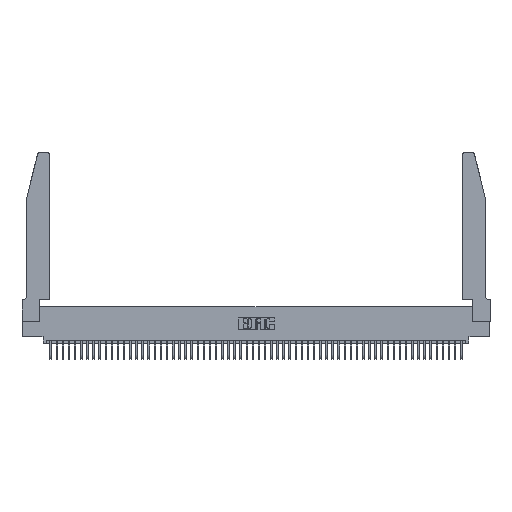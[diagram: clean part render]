
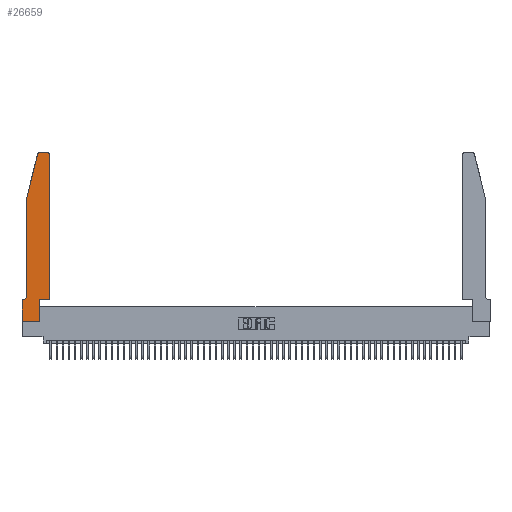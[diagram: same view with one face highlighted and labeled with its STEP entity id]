
A CAD part, top view. The second image highlights one B-rep face of the part: STEP entity #26659.
In plain terms, the highlighted planar face has unit normal (0, 0, 1).
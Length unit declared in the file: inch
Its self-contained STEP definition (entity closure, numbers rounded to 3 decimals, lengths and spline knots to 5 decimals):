
#346 = DIRECTION ( 'NONE',  ( 0., -1., 0. ) ) ;
#546 = EDGE_CURVE ( 'NONE', #40710, #21428, #31983, .T. ) ;
#1274 = DIRECTION ( 'NONE',  ( 1., 0., 0. ) ) ;
#3852 = CIRCLE ( 'NONE', #29914, 0.03 ) ;
#4047 = CARTESIAN_POINT ( 'NONE',  ( 0.4505, 0.35, 0.37 ) ) ;
#4243 = VERTEX_POINT ( 'NONE', #22618 ) ;
#4606 = ORIENTED_EDGE ( 'NONE', *, *, #546, .T. ) ;
#5862 = CARTESIAN_POINT ( 'NONE',  ( 0.284, 2.72, 0.37 ) ) ;
#6074 = DIRECTION ( 'NONE',  ( 0., 1., 0. ) ) ;
#6596 = VERTEX_POINT ( 'NONE', #11313 ) ;
#6948 = CARTESIAN_POINT ( 'NONE',  ( 0.4505, 0.35, 0.37 ) ) ;
#7024 = LINE ( 'NONE', #6948, #26066 ) ;
#7089 = LINE ( 'NONE', #42894, #39508 ) ;
#7523 = DIRECTION ( 'NONE',  ( 1., 0., 0. ) ) ;
#7732 = EDGE_CURVE ( 'NONE', #44989, #40710, #7024, .T. ) ;
#7909 = VERTEX_POINT ( 'NONE', #40671 ) ;
#8162 = DIRECTION ( 'NONE',  ( 0., 1., 0. ) ) ;
#8310 = AXIS2_PLACEMENT_3D ( 'NONE', #18302, #46663, #22397 ) ;
#8511 = EDGE_LOOP ( 'NONE', ( #40091, #37485, #43727, #22857, #13603, #22657, #46570, #20058, #41032, #27345, #4606, #23131 ) ) ;
#8642 = VERTEX_POINT ( 'NONE', #32740 ) ;
#9018 = LINE ( 'NONE', #48495, #29307 ) ;
#9956 = DIRECTION ( 'NONE',  ( 1., 0., 0. ) ) ;
#10379 = DIRECTION ( 'NONE',  ( 0., 0., 1. ) ) ;
#11313 = CARTESIAN_POINT ( 'NONE',  ( 0.2865, 0., 0.37 ) ) ;
#11429 = CARTESIAN_POINT ( 'NONE',  ( 0., 0.35, 0.37 ) ) ;
#13110 = CARTESIAN_POINT ( 'NONE',  ( 0.2865, 0.35, 0.37 ) ) ;
#13603 = ORIENTED_EDGE ( 'NONE', *, *, #16331, .T. ) ;
#14120 = AXIS2_PLACEMENT_3D ( 'NONE', #11429, #31815, #7523 ) ;
#15130 = DIRECTION ( 'NONE',  ( 1., 0., 0. ) ) ;
#16331 = EDGE_CURVE ( 'NONE', #7909, #8642, #43626, .T. ) ;
#16438 = VERTEX_POINT ( 'NONE', #51269 ) ;
#17453 = VERTEX_POINT ( 'NONE', #42359 ) ;
#17518 = EDGE_CURVE ( 'NONE', #21428, #37954, #28201, .T. ) ;
#18173 = CARTESIAN_POINT ( 'NONE',  ( 0.2865, 0.35, 0.37 ) ) ;
#18302 = CARTESIAN_POINT ( 'NONE',  ( 0.0055, 0.42, 0.37 ) ) ;
#19283 = VERTEX_POINT ( 'NONE', #29638 ) ;
#20058 = ORIENTED_EDGE ( 'NONE', *, *, #34335, .T. ) ;
#20169 = DIRECTION ( 'NONE',  ( -0.239, -0.971, 0. ) ) ;
#20475 = EDGE_CURVE ( 'NONE', #8642, #19283, #20537, .T. ) ;
#20537 = LINE ( 'NONE', #48886, #39558 ) ;
#21242 = VECTOR ( 'NONE', #8162, 39.37008 ) ;
#21428 = VERTEX_POINT ( 'NONE', #22676 ) ;
#21793 = CARTESIAN_POINT ( 'NONE',  ( 0., 0., 0.37 ) ) ;
#22397 = DIRECTION ( 'NONE',  ( -1., 0., 0. ) ) ;
#22599 = CARTESIAN_POINT ( 'NONE',  ( 0.4205, 2.75, 0.37 ) ) ;
#22618 = CARTESIAN_POINT ( 'NONE',  ( 0.25487, 2.72718, 0.37 ) ) ;
#22650 = DIRECTION ( 'NONE',  ( 0., -1., 0. ) ) ;
#22657 = ORIENTED_EDGE ( 'NONE', *, *, #20475, .T. ) ;
#22676 = CARTESIAN_POINT ( 'NONE',  ( 0.4505, 2.72, 0.37 ) ) ;
#22857 = ORIENTED_EDGE ( 'NONE', *, *, #30832, .T. ) ;
#23131 = ORIENTED_EDGE ( 'NONE', *, *, #17518, .T. ) ;
#24681 = VECTOR ( 'NONE', #1274, 39.37008 ) ;
#26066 = VECTOR ( 'NONE', #15130, 39.37008 ) ;
#26659 = ADVANCED_FACE ( 'NONE', ( #48500 ), #27728, .T. ) ;
#27345 = ORIENTED_EDGE ( 'NONE', *, *, #7732, .T. ) ;
#27728 = PLANE ( 'NONE',  #14120 ) ;
#28201 = CIRCLE ( 'NONE', #46069, 0.03 ) ;
#28504 = EDGE_CURVE ( 'NONE', #4243, #17453, #9018, .T. ) ;
#29307 = VECTOR ( 'NONE', #20169, 39.37008 ) ;
#29638 = CARTESIAN_POINT ( 'NONE',  ( 0., 0.35, 0.37 ) ) ;
#29914 = AXIS2_PLACEMENT_3D ( 'NONE', #5862, #34245, #9956 ) ;
#30832 = EDGE_CURVE ( 'NONE', #17453, #7909, #50366, .T. ) ;
#31083 = EDGE_CURVE ( 'NONE', #6596, #44989, #38962, .T. ) ;
#31815 = DIRECTION ( 'NONE',  ( 0., 0., 1. ) ) ;
#31983 = LINE ( 'NONE', #4047, #21242 ) ;
#32740 = CARTESIAN_POINT ( 'NONE',  ( 0.0055, 0.35, 0.37 ) ) ;
#33514 = CARTESIAN_POINT ( 'NONE',  ( 0.4505, 0.35, 0.37 ) ) ;
#34245 = DIRECTION ( 'NONE',  ( 0., 0., 1. ) ) ;
#34335 = EDGE_CURVE ( 'NONE', #16438, #6596, #45010, .T. ) ;
#34658 = CARTESIAN_POINT ( 'NONE',  ( 0.4205, 2.72, 0.37 ) ) ;
#35876 = DIRECTION ( 'NONE',  ( -1., 0., 0. ) ) ;
#36560 = EDGE_CURVE ( 'NONE', #19283, #16438, #7089, .T. ) ;
#37485 = ORIENTED_EDGE ( 'NONE', *, *, #47054, .T. ) ;
#37954 = VERTEX_POINT ( 'NONE', #22599 ) ;
#38688 = VERTEX_POINT ( 'NONE', #52119 ) ;
#38796 = DIRECTION ( 'NONE',  ( 1., 0., 0. ) ) ;
#38962 = LINE ( 'NONE', #18173, #48427 ) ;
#39508 = VECTOR ( 'NONE', #22650, 39.37008 ) ;
#39558 = VECTOR ( 'NONE', #40779, 39.37008 ) ;
#39608 = VECTOR ( 'NONE', #346, 39.37008 ) ;
#39992 = CARTESIAN_POINT ( 'NONE',  ( 0.2605, 2.75, 0.37 ) ) ;
#40091 = ORIENTED_EDGE ( 'NONE', *, *, #51105, .T. ) ;
#40671 = CARTESIAN_POINT ( 'NONE',  ( 0.0755, 0.42, 0.37 ) ) ;
#40710 = VERTEX_POINT ( 'NONE', #33514 ) ;
#40779 = DIRECTION ( 'NONE',  ( -1., 0., 0. ) ) ;
#41032 = ORIENTED_EDGE ( 'NONE', *, *, #31083, .T. ) ;
#41509 = VECTOR ( 'NONE', #35876, 39.37008 ) ;
#42359 = CARTESIAN_POINT ( 'NONE',  ( 0.0755, 2., 0.37 ) ) ;
#42775 = LINE ( 'NONE', #39992, #41509 ) ;
#42894 = CARTESIAN_POINT ( 'NONE',  ( 0., 0., 0.37 ) ) ;
#43626 = CIRCLE ( 'NONE', #8310, 0.07 ) ;
#43727 = ORIENTED_EDGE ( 'NONE', *, *, #28504, .T. ) ;
#44989 = VERTEX_POINT ( 'NONE', #13110 ) ;
#45010 = LINE ( 'NONE', #21793, #24681 ) ;
#46069 = AXIS2_PLACEMENT_3D ( 'NONE', #34658, #10379, #38796 ) ;
#46570 = ORIENTED_EDGE ( 'NONE', *, *, #36560, .T. ) ;
#46663 = DIRECTION ( 'NONE',  ( 0., 0., -1. ) ) ;
#47054 = EDGE_CURVE ( 'NONE', #38688, #4243, #3852, .T. ) ;
#48427 = VECTOR ( 'NONE', #6074, 39.37008 ) ;
#48495 = CARTESIAN_POINT ( 'NONE',  ( 0.0755, 2., 0.37 ) ) ;
#48500 = FACE_OUTER_BOUND ( 'NONE', #8511, .T. ) ;
#48886 = CARTESIAN_POINT ( 'NONE',  ( 0.0755, 0.35, 0.37 ) ) ;
#49030 = CARTESIAN_POINT ( 'NONE',  ( 0.0755, 2., 0.37 ) ) ;
#50366 = LINE ( 'NONE', #49030, #39608 ) ;
#51105 = EDGE_CURVE ( 'NONE', #37954, #38688, #42775, .T. ) ;
#51269 = CARTESIAN_POINT ( 'NONE',  ( 0., 0., 0.37 ) ) ;
#52119 = CARTESIAN_POINT ( 'NONE',  ( 0.284, 2.75, 0.37 ) ) ;
